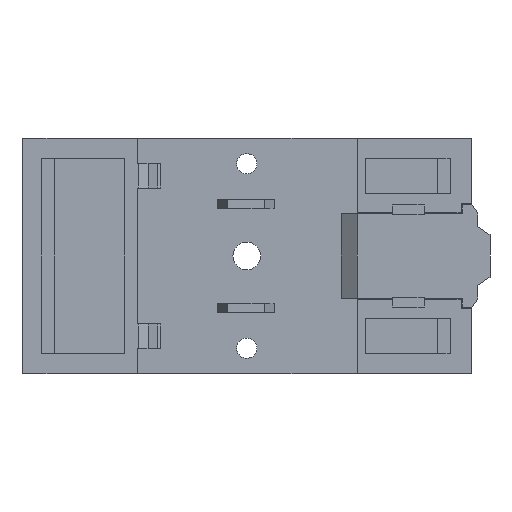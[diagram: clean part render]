
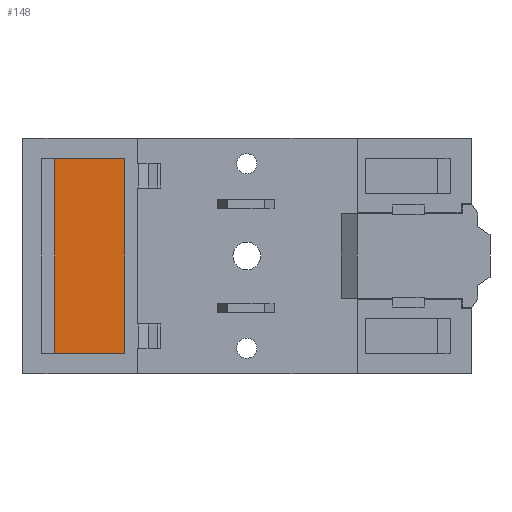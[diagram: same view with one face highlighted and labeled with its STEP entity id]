
A CAD part, front view. The second image highlights one B-rep face of the part: STEP entity #148.
In plain terms, the highlighted planar face has unit normal (0, -1, 0).
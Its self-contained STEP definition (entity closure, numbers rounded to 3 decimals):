
#148 = ADVANCED_FACE ( 'NONE', ( #8968 ), #10080, .F. ) ;
#2950 = EDGE_LOOP ( 'NONE', ( #4523, #4524, #4525, #4526 ) ) ;
#3458 = EDGE_CURVE ( 'NONE', #3784, #3777, #15349, .T. ) ;
#3459 = EDGE_CURVE ( 'NONE', #3784, #3786, #15343, .T. ) ;
#3460 = EDGE_CURVE ( 'NONE', #3786, #3787, #15351, .T. ) ;
#3461 = EDGE_CURVE ( 'NONE', #3787, #3777, #15355, .T. ) ;
#3777 = VERTEX_POINT ( 'NONE', #16864 ) ;
#3784 = VERTEX_POINT ( 'NONE', #16871 ) ;
#3786 = VERTEX_POINT ( 'NONE', #16873 ) ;
#3787 = VERTEX_POINT ( 'NONE', #16874 ) ;
#4523 = ORIENTED_EDGE ( 'NONE', *, *, #3458, .F. ) ;
#4524 = ORIENTED_EDGE ( 'NONE', *, *, #3459, .T. ) ;
#4525 = ORIENTED_EDGE ( 'NONE', *, *, #3460, .T. ) ;
#4526 = ORIENTED_EDGE ( 'NONE', *, *, #3461, .T. ) ;
#8968 = FACE_OUTER_BOUND ( 'NONE', #2950, .T. ) ;
#9597 = AXIS2_PLACEMENT_3D ( 'NONE', #10081, #10086, #10087 ) ;
#10080 = PLANE ( 'NONE',  #9597 ) ;
#10081 = CARTESIAN_POINT ( 'NONE',  ( -17.75, -9.85, 19.15 ) ) ;
#10086 = DIRECTION ( 'NONE',  ( 0., 1., 0. ) ) ;
#10087 = DIRECTION ( 'NONE',  ( 0., 0., 1. ) ) ;
#15343 = LINE ( 'NONE', #16294, #15354 ) ;
#15349 = LINE ( 'NONE', #16303, #15352 ) ;
#15351 = LINE ( 'NONE', #16297, #15356 ) ;
#15352 = VECTOR ( 'NONE', #16305, 1000. ) ;
#15354 = VECTOR ( 'NONE', #16306, 1000. ) ;
#15355 = LINE ( 'NONE', #16309, #15358 ) ;
#15356 = VECTOR ( 'NONE', #16308, 1000. ) ;
#15358 = VECTOR ( 'NONE', #16310, 1000. ) ;
#16294 = CARTESIAN_POINT ( 'NONE',  ( -19.85, -9.85, -15.85 ) ) ;
#16297 = CARTESIAN_POINT ( 'NONE',  ( -19.85, -9.85, 15.85 ) ) ;
#16303 = CARTESIAN_POINT ( 'NONE',  ( -31.25, -9.85, 15.85 ) ) ;
#16305 = DIRECTION ( 'NONE',  ( 0., 0., 1. ) ) ;
#16306 = DIRECTION ( 'NONE',  ( 1., 0., 0. ) ) ;
#16308 = DIRECTION ( 'NONE',  ( 0., 0., 1. ) ) ;
#16309 = CARTESIAN_POINT ( 'NONE',  ( -19.85, -9.85, 15.85 ) ) ;
#16310 = DIRECTION ( 'NONE',  ( -1., 0., 0. ) ) ;
#16864 = CARTESIAN_POINT ( 'NONE',  ( -31.25, -9.85, 15.85 ) ) ;
#16871 = CARTESIAN_POINT ( 'NONE',  ( -31.25, -9.85, -15.85 ) ) ;
#16873 = CARTESIAN_POINT ( 'NONE',  ( -19.85, -9.85, -15.85 ) ) ;
#16874 = CARTESIAN_POINT ( 'NONE',  ( -19.85, -9.85, 15.85 ) ) ;
